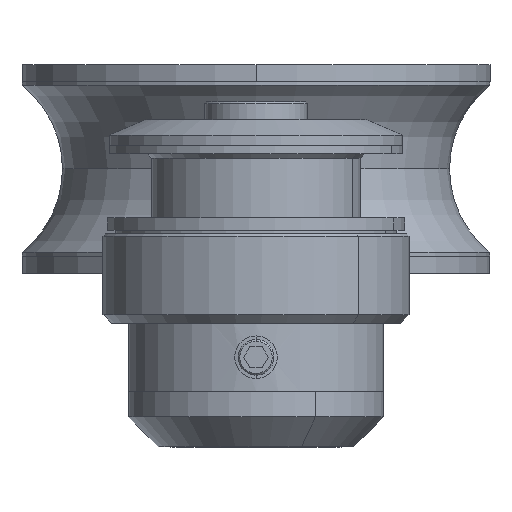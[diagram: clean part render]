
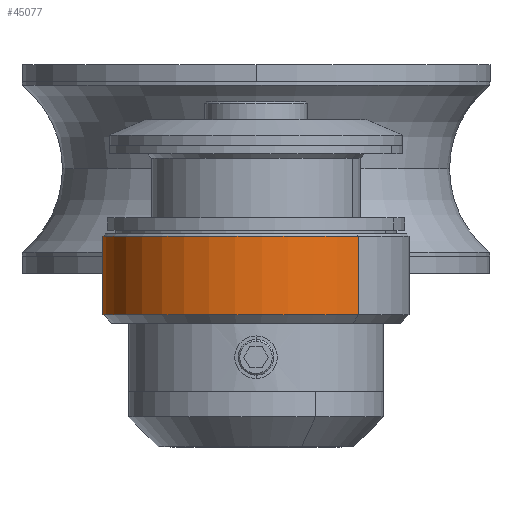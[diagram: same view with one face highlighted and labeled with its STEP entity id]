
A CAD part, front view. The second image highlights one B-rep face of the part: STEP entity #45077.
In plain terms, the highlighted cylindrical face has radius 18 mm (diameter 36 mm), a partial arc.
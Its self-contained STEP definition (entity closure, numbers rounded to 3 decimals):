
#665 = ORIENTED_EDGE ( 'NONE', *, *, #15186, .T. ) ;
#2432 = CARTESIAN_POINT ( 'NONE',  ( 18., 0., 10.5 ) ) ;
#4070 = EDGE_CURVE ( 'NONE', #36746, #11252, #26491, .T. ) ;
#5261 = DIRECTION ( 'NONE',  ( 0., 0., 1. ) ) ;
#6246 = CARTESIAN_POINT ( 'NONE',  ( 18., 0., 1. ) ) ;
#6723 = DIRECTION ( 'NONE',  ( 0., 0., 1. ) ) ;
#8918 = CARTESIAN_POINT ( 'NONE',  ( -18., 0., 10.5 ) ) ;
#9600 = VECTOR ( 'NONE', #16972, 1000. ) ;
#11252 = VERTEX_POINT ( 'NONE', #6246 ) ;
#13904 = DIRECTION ( 'NONE',  ( 1., 0., 0. ) ) ;
#14574 = AXIS2_PLACEMENT_3D ( 'NONE', #32139, #35818, #35661 ) ;
#15186 = EDGE_CURVE ( 'NONE', #21303, #39366, #39486, .T. ) ;
#15868 = VECTOR ( 'NONE', #5261, 1000. ) ;
#16624 = CARTESIAN_POINT ( 'NONE',  ( 18., 0., 10.2 ) ) ;
#16972 = DIRECTION ( 'NONE',  ( 0., 0., 1. ) ) ;
#19287 = ORIENTED_EDGE ( 'NONE', *, *, #25037, .T. ) ;
#21303 = VERTEX_POINT ( 'NONE', #16624 ) ;
#21837 = CARTESIAN_POINT ( 'NONE',  ( -18., 0., 1. ) ) ;
#22904 = DIRECTION ( 'NONE',  ( -1., 0., 0. ) ) ;
#25037 = EDGE_CURVE ( 'NONE', #11252, #21303, #27063, .T. ) ;
#26491 = CIRCLE ( 'NONE', #14574, 18. ) ;
#27063 = LINE ( 'NONE', #2432, #9600 ) ;
#27499 = FACE_OUTER_BOUND ( 'NONE', #37972, .T. ) ;
#27630 = CARTESIAN_POINT ( 'NONE',  ( 0., 0., 10.5 ) ) ;
#29944 = EDGE_CURVE ( 'NONE', #36746, #39366, #42126, .T. ) ;
#32139 = CARTESIAN_POINT ( 'NONE',  ( 0., 0., 1. ) ) ;
#33136 = ORIENTED_EDGE ( 'NONE', *, *, #4070, .T. ) ;
#33437 = DIRECTION ( 'NONE',  ( 0., 0., -1. ) ) ;
#34990 = CARTESIAN_POINT ( 'NONE',  ( -18., 0., 10.2 ) ) ;
#35661 = DIRECTION ( 'NONE',  ( 1., 0., 0. ) ) ;
#35725 = CYLINDRICAL_SURFACE ( 'NONE', #43242, 18. ) ;
#35818 = DIRECTION ( 'NONE',  ( 0., 0., 1. ) ) ;
#35843 = AXIS2_PLACEMENT_3D ( 'NONE', #44307, #33437, #22904 ) ;
#36746 = VERTEX_POINT ( 'NONE', #21837 ) ;
#37972 = EDGE_LOOP ( 'NONE', ( #41741, #33136, #19287, #665 ) ) ;
#39366 = VERTEX_POINT ( 'NONE', #34990 ) ;
#39486 = CIRCLE ( 'NONE', #35843, 18. ) ;
#41741 = ORIENTED_EDGE ( 'NONE', *, *, #29944, .F. ) ;
#42126 = LINE ( 'NONE', #8918, #15868 ) ;
#43242 = AXIS2_PLACEMENT_3D ( 'NONE', #27630, #6723, #13904 ) ;
#44307 = CARTESIAN_POINT ( 'NONE',  ( 0., 0., 10.2 ) ) ;
#45077 = ADVANCED_FACE ( 'NONE', ( #27499 ), #35725, .T. ) ;
